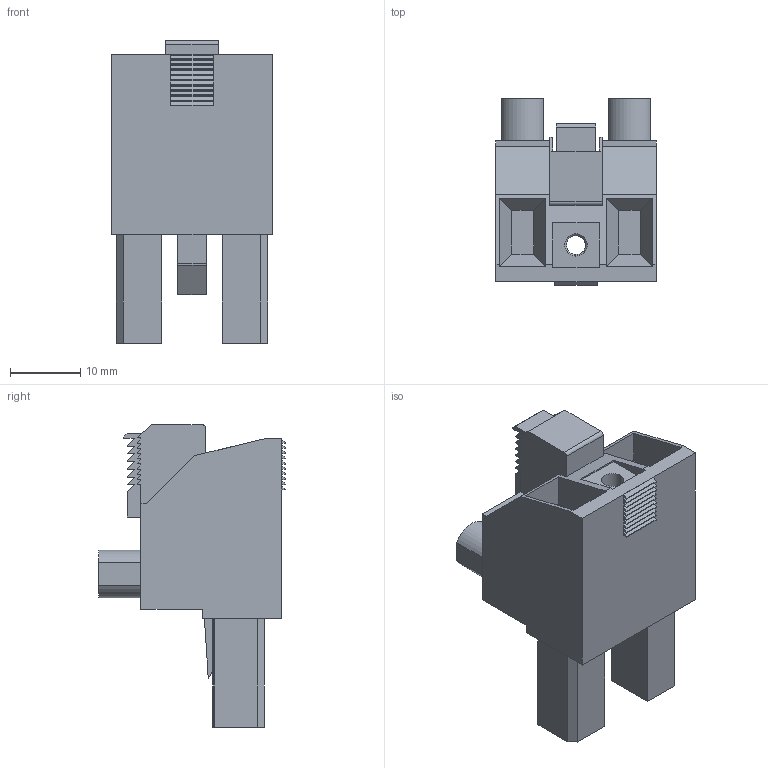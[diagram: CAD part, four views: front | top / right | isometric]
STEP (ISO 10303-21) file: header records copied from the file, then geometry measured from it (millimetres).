
FILE_DESCRIPTION(('CATIA V5 STEP Exchange','CAx-IF Rec.Pracs.--- Model Styling and Organization---1.4--- 2014-01-23'),'2;1');
FILE_NAME ('D1449473_1_1156710000_1156710000.stp','2022-01-30T16:06:20+00:00',('none'),('Weidmueller'),'CATIA Version 5-6 Release 2016','CATIA V5 STEP AP214','none');
FILE_SCHEMA(('AUTOMOTIVE_DESIGN { 1 0 10303 214 1 1 1 1 }'));
Length unit declared in the file: millimetre
Products named in the file (1): 1156710000
Bounding box: 22.86 x 26.6 x 43.15 mm (x, y, z)
Volume: 10454.4 mm3; surface area: 7375.8 mm2
Topology: 4 solids, 4 shells, 395 faces, 1159 edges, 789 vertices
Faces by surface type: plane 340, cylinder 38, bspline 6, torus 5, sphere 4, cone 2
Entity records: 14091 total; most frequent: CARTESIAN_POINT 3373, ORIENTED_EDGE 2318, DIRECTION 1823, EDGE_CURVE 1159, VECTOR 951, LINE 951, VERTEX_POINT 789, AXIS2_PLACEMENT_3D 484
